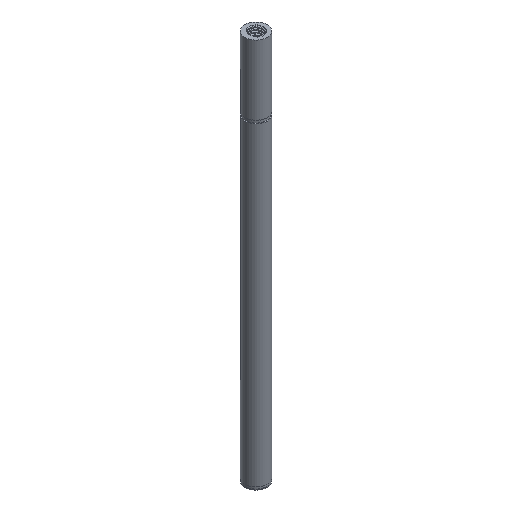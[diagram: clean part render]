
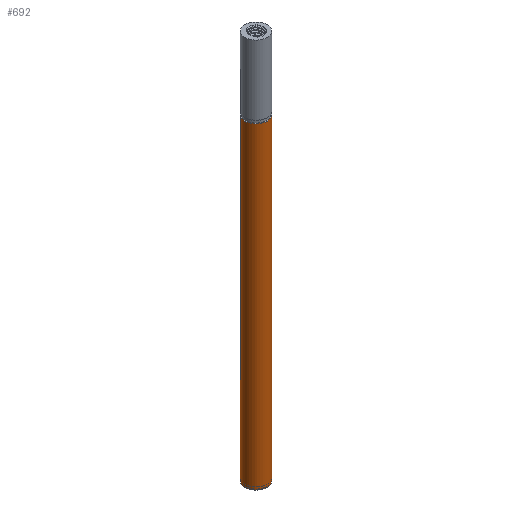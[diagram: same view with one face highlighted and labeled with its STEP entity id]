
A CAD part, isometric view. The second image highlights one B-rep face of the part: STEP entity #692.
In plain terms, the highlighted cylindrical face has radius 24 mm (diameter 48 mm), a full revolution.
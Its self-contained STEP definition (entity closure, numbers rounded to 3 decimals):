
#74=FACE_OUTER_BOUND('',#124,.T.);
#124=EDGE_LOOP('',(#602,#603,#604,#605));
#150=CIRCLE('',#764,24.);
#151=CIRCLE('',#766,24.);
#229=LINE('',#3519,#258);
#258=VECTOR('',#914,24.);
#321=VERTEX_POINT('',#3514);
#322=VERTEX_POINT('',#3517);
#417=EDGE_CURVE('',#321,#321,#150,.T.);
#418=EDGE_CURVE('',#322,#322,#151,.T.);
#419=EDGE_CURVE('',#322,#321,#229,.T.);
#602=ORIENTED_EDGE('',*,*,#418,.F.);
#603=ORIENTED_EDGE('',*,*,#419,.T.);
#604=ORIENTED_EDGE('',*,*,#417,.T.);
#605=ORIENTED_EDGE('',*,*,#419,.F.);
#652=CYLINDRICAL_SURFACE('',#765,24.);
#692=ADVANCED_FACE('',(#74),#652,.T.);
#764=AXIS2_PLACEMENT_3D('',#3515,#908,#909);
#765=AXIS2_PLACEMENT_3D('',#3516,#910,#911);
#766=AXIS2_PLACEMENT_3D('',#3518,#912,#913);
#908=DIRECTION('center_axis',(0.,0.,1.));
#909=DIRECTION('ref_axis',(1.,0.,0.));
#910=DIRECTION('center_axis',(0.,0.,1.));
#911=DIRECTION('ref_axis',(1.,0.,0.));
#912=DIRECTION('center_axis',(0.,0.,1.));
#913=DIRECTION('ref_axis',(1.,0.,0.));
#914=DIRECTION('',(0.,0.,-1.));
#3514=CARTESIAN_POINT('',(-24.,0.,-840.));
#3515=CARTESIAN_POINT('Origin',(0.,0.,-840.));
#3516=CARTESIAN_POINT('Origin',(0.,0.,-498.015));
#3517=CARTESIAN_POINT('',(-24.,0.,-156.029));
#3518=CARTESIAN_POINT('Origin',(0.,0.,-156.029));
#3519=CARTESIAN_POINT('',(-24.,0.,-498.015));
